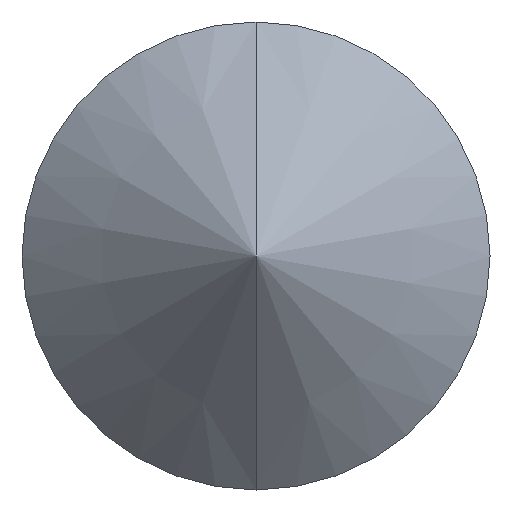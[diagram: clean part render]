
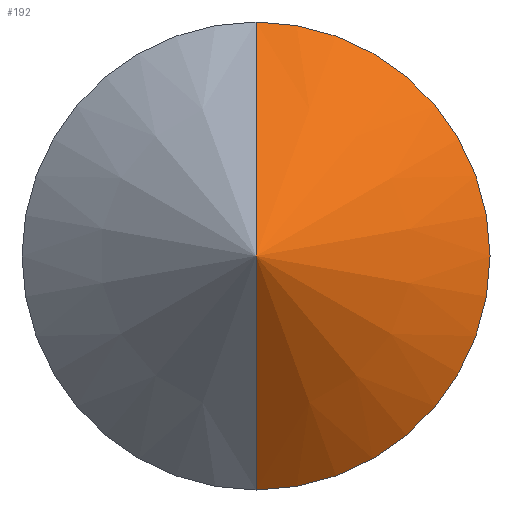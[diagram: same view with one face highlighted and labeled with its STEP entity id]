
A CAD part, front view. The second image highlights one B-rep face of the part: STEP entity #192.
In plain terms, the highlighted conical face has half-angle 50 degrees and reference radius 1191.75 mm.
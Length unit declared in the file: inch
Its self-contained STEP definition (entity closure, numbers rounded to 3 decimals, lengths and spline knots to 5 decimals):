
#27 = DIRECTION ( 'NONE',  ( 0., 0.643, -0.766 ) ) ;
#33 = CONICAL_SURFACE ( 'NONE', #143, 46.91943, 0.873 ) ;
#58 = VECTOR ( 'NONE', #335, 39.37008 ) ;
#59 = ORIENTED_EDGE ( 'NONE', *, *, #297, .F. ) ;
#77 = CARTESIAN_POINT ( 'NONE',  ( 0., 0.20977, -0.25 ) ) ;
#91 = DIRECTION ( 'NONE',  ( 0., 0., -1. ) ) ;
#110 = CARTESIAN_POINT ( 'NONE',  ( 0., 0.20977, 0.25 ) ) ;
#111 = VERTEX_POINT ( 'NONE', #77 ) ;
#128 = DIRECTION ( 'NONE',  ( 0., 1., 0. ) ) ;
#133 = CIRCLE ( 'NONE', #333, 0.25 ) ;
#143 = AXIS2_PLACEMENT_3D ( 'NONE', #263, #128, #240 ) ;
#151 = LINE ( 'NONE', #307, #58 ) ;
#192 = ADVANCED_FACE ( 'NONE', ( #314 ), #33, .T. ) ;
#224 = VERTEX_POINT ( 'NONE', #110 ) ;
#229 = CARTESIAN_POINT ( 'NONE',  ( 0., 0., 0. ) ) ;
#240 = DIRECTION ( 'NONE',  ( 0., 0., 1. ) ) ;
#241 = EDGE_CURVE ( 'NONE', #249, #111, #322, .T. ) ;
#245 = CARTESIAN_POINT ( 'NONE',  ( 0., 0., 0. ) ) ;
#248 = VECTOR ( 'NONE', #27, 39.37008 ) ;
#249 = VERTEX_POINT ( 'NONE', #245 ) ;
#250 = EDGE_LOOP ( 'NONE', ( #59, #273, #331 ) ) ;
#260 = EDGE_CURVE ( 'NONE', #111, #224, #133, .T. ) ;
#263 = CARTESIAN_POINT ( 'NONE',  ( 0., 39.37008, 0. ) ) ;
#273 = ORIENTED_EDGE ( 'NONE', *, *, #241, .T. ) ;
#292 = DIRECTION ( 'NONE',  ( 0., -1., 0. ) ) ;
#297 = EDGE_CURVE ( 'NONE', #249, #224, #151, .T. ) ;
#307 = CARTESIAN_POINT ( 'NONE',  ( 0., 0., 0. ) ) ;
#314 = FACE_OUTER_BOUND ( 'NONE', #250, .T. ) ;
#322 = LINE ( 'NONE', #229, #248 ) ;
#331 = ORIENTED_EDGE ( 'NONE', *, *, #260, .T. ) ;
#333 = AXIS2_PLACEMENT_3D ( 'NONE', #349, #292, #91 ) ;
#335 = DIRECTION ( 'NONE',  ( 0., 0.643, 0.766 ) ) ;
#349 = CARTESIAN_POINT ( 'NONE',  ( 0., 0.20977, 0. ) ) ;
